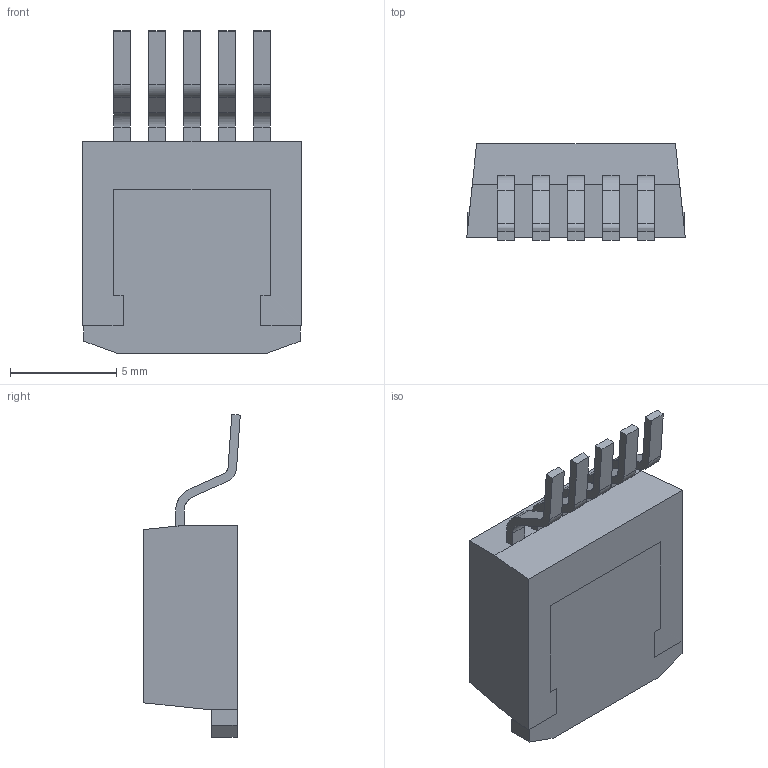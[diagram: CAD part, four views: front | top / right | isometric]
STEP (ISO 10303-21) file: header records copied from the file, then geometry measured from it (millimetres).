
FILE_DESCRIPTION (( 'STEP AP214' ), '1' );
FILE_NAME ('User Library-MIC29302WU.STEP', '2021-05-28T07:03:13', ( '' ), ( '' ), 'SwSTEP 2.0', 'SolidWorks 2021', '' );
FILE_SCHEMA (( 'AUTOMOTIVE_DESIGN' ));
Length unit declared in the file: millimetre
Products named in the file (1): User Library-MIC29302WU
Bounding box: 10.3 x 4.55 x 15.23 mm (x, y, z)
Volume: 395.1 mm3; surface area: 434.9 mm2
Topology: 1 solids, 1 shells, 86 faces, 241 edges, 158 vertices
Faces by surface type: plane 64, cylinder 22
Entity records: 3130 total; most frequent: CARTESIAN_POINT 921, ORIENTED_EDGE 482, DIRECTION 331, EDGE_CURVE 241, VERTEX_POINT 158, VECTOR 149, LINE 149, AXIS2_PLACEMENT_3D 91
